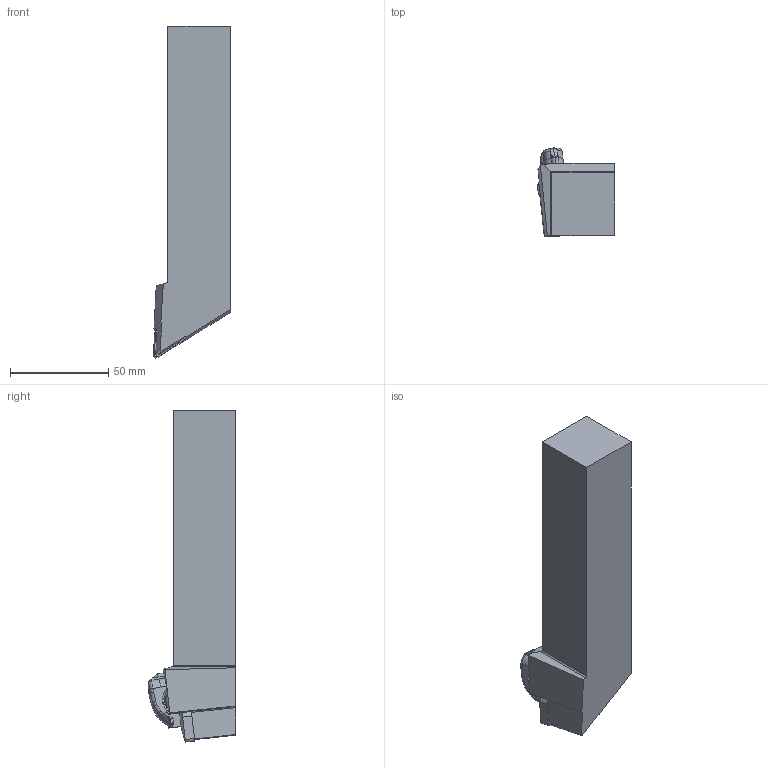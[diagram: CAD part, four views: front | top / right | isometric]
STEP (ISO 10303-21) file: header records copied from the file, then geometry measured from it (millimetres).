
FILE_DESCRIPTION(('CATIA V5 STEP','CAx-IF Rec.Pracs.--- Model Styling and Organization---1.2---2011-12-15'),'2;1');
FILE_NAME('3602717-D-M.stp','2016-08-08T07:13:08+00:00',('none'),('none'),'CATIA Version 5 Release 21 SP 5 (IN-10)','CATIA V5 STEP AP214','none');
FILE_SCHEMA(('AUTOMOTIVE_DESIGN { 1 0 10303 214 1 1 1 1 }'));
Length unit declared in the file: millimetre
Products named in the file (1): DDJNR 3232P-15
Bounding box: 39.3 x 44.76 x 169 mm (x, y, z)
Volume: 168009.2 mm3; surface area: 24185.8 mm2
Topology: 1 solids, 1 shells, 211 faces, 539 edges, 329 vertices
Faces by surface type: bspline 117, plane 61, cylinder 27, torus 4, cone 2
Entity records: 10755 total; most frequent: CARTESIAN_POINT 6772, ORIENTED_EDGE 1074, EDGE_CURVE 537, DIRECTION 363, B_SPLINE_CURVE_WITH_KNOTS 362, VERTEX_POINT 329, EDGE_LOOP 212, ADVANCED_FACE 211
